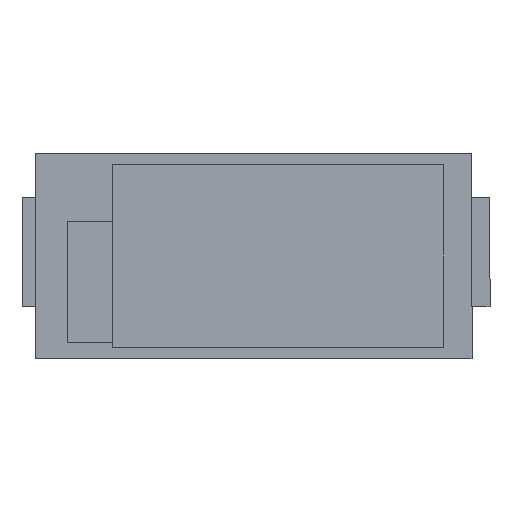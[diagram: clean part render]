
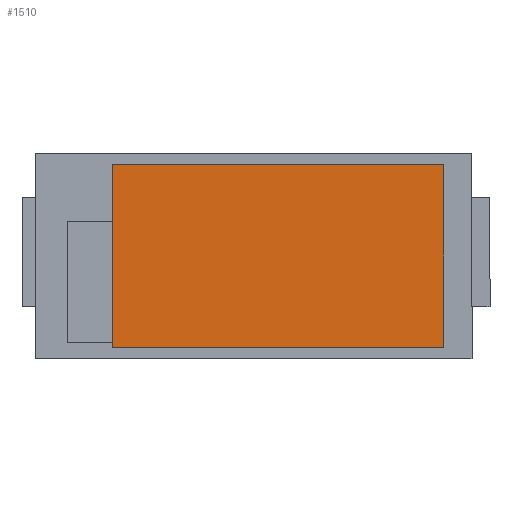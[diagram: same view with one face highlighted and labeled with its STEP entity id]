
A CAD part, front view. The second image highlights one B-rep face of the part: STEP entity #1510.
In plain terms, the highlighted planar face has unit normal (0, -1, 0).
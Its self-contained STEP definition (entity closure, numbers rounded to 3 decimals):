
#24 = LINE ( 'NONE', #960, #2883 ) ;
#29 = VECTOR ( 'NONE', #1884, 1000. ) ;
#104 = EDGE_CURVE ( 'NONE', #2097, #638, #24, .T. ) ;
#165 = LINE ( 'NONE', #2786, #636 ) ;
#199 = EDGE_CURVE ( 'NONE', #638, #243, #165, .T. ) ;
#201 = DIRECTION ( 'NONE',  ( 0., 1., 0. ) ) ;
#243 = VERTEX_POINT ( 'NONE', #1125 ) ;
#258 = LINE ( 'NONE', #2383, #823 ) ;
#280 = ORIENTED_EDGE ( 'NONE', *, *, #419, .F. ) ;
#419 = EDGE_CURVE ( 'NONE', #2053, #2097, #2095, .T. ) ;
#636 = VECTOR ( 'NONE', #1365, 1000. ) ;
#638 = VERTEX_POINT ( 'NONE', #2044 ) ;
#823 = VECTOR ( 'NONE', #1403, 1000. ) ;
#895 = CARTESIAN_POINT ( 'NONE',  ( 0., 0., 0. ) ) ;
#960 = CARTESIAN_POINT ( 'NONE',  ( 0., 0., 0. ) ) ;
#1000 = CARTESIAN_POINT ( 'NONE',  ( 0., 0., 0. ) ) ;
#1125 = CARTESIAN_POINT ( 'NONE',  ( 73.5, 0., 40.5 ) ) ;
#1126 = PLANE ( 'NONE',  #2717 ) ;
#1365 = DIRECTION ( 'NONE',  ( 1., 0., 0. ) ) ;
#1399 = ORIENTED_EDGE ( 'NONE', *, *, #104, .F. ) ;
#1403 = DIRECTION ( 'NONE',  ( 0., 0., -1. ) ) ;
#1510 = ADVANCED_FACE ( 'NONE', ( #2096 ), #1126, .F. ) ;
#1884 = DIRECTION ( 'NONE',  ( -1., 0., 0. ) ) ;
#1914 = CARTESIAN_POINT ( 'NONE',  ( 73.5, 0., 0. ) ) ;
#2044 = CARTESIAN_POINT ( 'NONE',  ( 0., 0., 40.5 ) ) ;
#2053 = VERTEX_POINT ( 'NONE', #1914 ) ;
#2095 = LINE ( 'NONE', #2110, #29 ) ;
#2096 = FACE_OUTER_BOUND ( 'NONE', #2629, .T. ) ;
#2097 = VERTEX_POINT ( 'NONE', #1000 ) ;
#2110 = CARTESIAN_POINT ( 'NONE',  ( 0., 0., 0. ) ) ;
#2383 = CARTESIAN_POINT ( 'NONE',  ( 73.5, 0., 0. ) ) ;
#2422 = EDGE_CURVE ( 'NONE', #243, #2053, #258, .T. ) ;
#2495 = ORIENTED_EDGE ( 'NONE', *, *, #199, .F. ) ;
#2540 = DIRECTION ( 'NONE',  ( 0., 0., 1. ) ) ;
#2629 = EDGE_LOOP ( 'NONE', ( #1399, #280, #3002, #2495 ) ) ;
#2717 = AXIS2_PLACEMENT_3D ( 'NONE', #895, #201, #2540 ) ;
#2786 = CARTESIAN_POINT ( 'NONE',  ( 0., 0., 40.5 ) ) ;
#2791 = DIRECTION ( 'NONE',  ( 0., 0., 1. ) ) ;
#2883 = VECTOR ( 'NONE', #2791, 1000. ) ;
#3002 = ORIENTED_EDGE ( 'NONE', *, *, #2422, .F. ) ;
